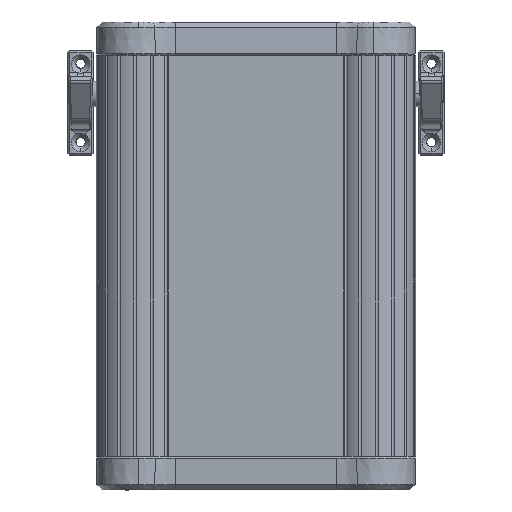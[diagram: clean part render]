
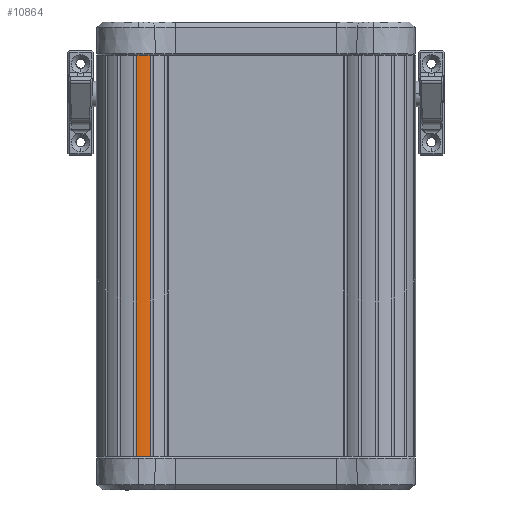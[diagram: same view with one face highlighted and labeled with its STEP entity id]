
A CAD part, top view. The second image highlights one B-rep face of the part: STEP entity #10864.
In plain terms, the highlighted cylindrical face has radius 25 mm (diameter 50 mm), a partial arc.
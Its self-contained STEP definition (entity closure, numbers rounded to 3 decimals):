
#2363 = CARTESIAN_POINT ( 'NONE',  ( 0.808, 24.987, -500. ) ) ;
#3375 = VECTOR ( 'NONE', #9452, 1000. ) ;
#4187 = VERTEX_POINT ( 'NONE', #12524 ) ;
#7302 = DIRECTION ( 'NONE',  ( 0., 0., 1. ) ) ;
#9452 = DIRECTION ( 'NONE',  ( 0., 0., -1. ) ) ;
#10864 = ADVANCED_FACE ( 'NONE', ( #24022 ), #15977, .T. ) ;
#11989 = LINE ( 'NONE', #22289, #3375 ) ;
#12524 = CARTESIAN_POINT ( 'NONE',  ( -7.158, 23.953, -500. ) ) ;
#14150 = CARTESIAN_POINT ( 'NONE',  ( -7.158, 23.953, -260. ) ) ;
#15368 = AXIS2_PLACEMENT_3D ( 'NONE', #20202, #7302, #26602 ) ;
#15414 = EDGE_CURVE ( 'NONE', #4187, #36497, #35623, .T. ) ;
#15638 = DIRECTION ( 'NONE',  ( 0., 0., -1. ) ) ;
#15977 = CYLINDRICAL_SURFACE ( 'NONE', #24066, 25. ) ;
#17444 = DIRECTION ( 'NONE',  ( -1., 0., 0. ) ) ;
#18403 = DIRECTION ( 'NONE',  ( 0., 0., -1. ) ) ;
#19058 = EDGE_CURVE ( 'NONE', #23880, #4187, #31826, .T. ) ;
#19741 = ORIENTED_EDGE ( 'NONE', *, *, #38729, .T. ) ;
#20202 = CARTESIAN_POINT ( 'NONE',  ( 0., 0., -500. ) ) ;
#22289 = CARTESIAN_POINT ( 'NONE',  ( 0.808, 24.987, 0. ) ) ;
#22476 = ORIENTED_EDGE ( 'NONE', *, *, #19058, .T. ) ;
#23880 = VERTEX_POINT ( 'NONE', #2363 ) ;
#24022 = FACE_OUTER_BOUND ( 'NONE', #36071, .T. ) ;
#24066 = AXIS2_PLACEMENT_3D ( 'NONE', #41000, #18403, #17444 ) ;
#24528 = CIRCLE ( 'NONE', #34356, 25. ) ;
#25798 = VECTOR ( 'NONE', #33334, 1000. ) ;
#26602 = DIRECTION ( 'NONE',  ( -1., 0., 0. ) ) ;
#30860 = ORIENTED_EDGE ( 'NONE', *, *, #32330, .T. ) ;
#30955 = CARTESIAN_POINT ( 'NONE',  ( -7.158, 23.953, 0. ) ) ;
#31826 = CIRCLE ( 'NONE', #15368, 25. ) ;
#32330 = EDGE_CURVE ( 'NONE', #36497, #38992, #24528, .T. ) ;
#33256 = ORIENTED_EDGE ( 'NONE', *, *, #15414, .T. ) ;
#33334 = DIRECTION ( 'NONE',  ( 0., 0., 1. ) ) ;
#34356 = AXIS2_PLACEMENT_3D ( 'NONE', #34818, #15638, #38054 ) ;
#34818 = CARTESIAN_POINT ( 'NONE',  ( 0., 0., -260. ) ) ;
#35623 = LINE ( 'NONE', #30955, #25798 ) ;
#36071 = EDGE_LOOP ( 'NONE', ( #33256, #30860, #19741, #22476 ) ) ;
#36497 = VERTEX_POINT ( 'NONE', #14150 ) ;
#36868 = CARTESIAN_POINT ( 'NONE',  ( 0.808, 24.987, -260. ) ) ;
#38054 = DIRECTION ( 'NONE',  ( -1., 0., 0. ) ) ;
#38729 = EDGE_CURVE ( 'NONE', #38992, #23880, #11989, .T. ) ;
#38992 = VERTEX_POINT ( 'NONE', #36868 ) ;
#41000 = CARTESIAN_POINT ( 'NONE',  ( 0., 0., 500. ) ) ;
